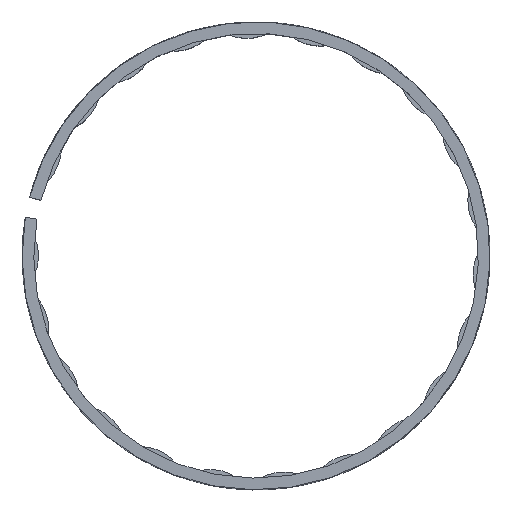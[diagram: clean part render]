
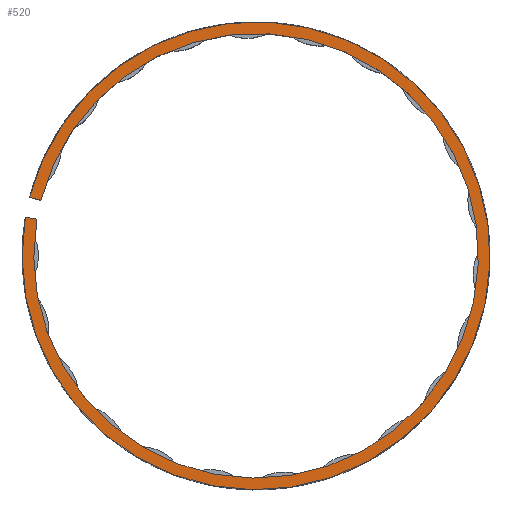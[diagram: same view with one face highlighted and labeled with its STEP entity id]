
A CAD part, top view. The second image highlights one B-rep face of the part: STEP entity #520.
In plain terms, the highlighted planar face has unit normal (0, 0, 1).
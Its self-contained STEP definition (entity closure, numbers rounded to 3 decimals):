
#520 = ADVANCED_FACE( '', ( #1070 ), #1071, .T. );
#1070 = FACE_OUTER_BOUND( '', #1647, .T. );
#1071 = PLANE( '', #1648 );
#1647 = EDGE_LOOP( '', ( #3123, #3124, #3125, #3126 ) );
#1648 = AXIS2_PLACEMENT_3D( '', #3127, #3128, #3129 );
#3123 = ORIENTED_EDGE( '', *, *, #3929, .T. );
#3124 = ORIENTED_EDGE( '', *, *, #3758, .T. );
#3125 = ORIENTED_EDGE( '', *, *, #3793, .T. );
#3126 = ORIENTED_EDGE( '', *, *, #4083, .F. );
#3127 = CARTESIAN_POINT( '', ( 0., 0., 3.501 ) );
#3128 = DIRECTION( '', ( 0., 0., 1. ) );
#3129 = DIRECTION( '', ( 1., 0., 0. ) );
#3758 = EDGE_CURVE( '', #4609, #4607, #4610, .T. );
#3793 = EDGE_CURVE( '', #4607, #4662, #4664, .T. );
#3929 = EDGE_CURVE( '', #4858, #4609, #4859, .T. );
#4083 = EDGE_CURVE( '', #4858, #4662, #5037, .T. );
#4607 = VERTEX_POINT( '', #5613 );
#4609 = VERTEX_POINT( '', #5616 );
#4610 = CIRCLE( '', #5617, 12.835 );
#4662 = VERTEX_POINT( '', #5682 );
#4664 = LINE( '', #5685, #5686 );
#4858 = VERTEX_POINT( '', #5907 );
#4859 = LINE( '', #5908, #5909 );
#5037 = CIRCLE( '', #6102, 12.193 );
#5613 = CARTESIAN_POINT( '', ( -12.426, 3.214, 3.501 ) );
#5616 = CARTESIAN_POINT( '', ( -12.659, 2.118, 3.501 ) );
#5617 = AXIS2_PLACEMENT_3D( '', #6743, #6744, #6745 );
#5682 = CARTESIAN_POINT( '', ( -11.805, 3.053, 3.501 ) );
#5685 = CARTESIAN_POINT( '', ( -12.426, 3.214, 3.501 ) );
#5686 = VECTOR( '', #6793, 1000. );
#5907 = CARTESIAN_POINT( '', ( -12.026, 2.012, 3.501 ) );
#5908 = CARTESIAN_POINT( '', ( -12.026, 2.012, 3.501 ) );
#5909 = VECTOR( '', #7034, 1000. );
#6102 = AXIS2_PLACEMENT_3D( '', #7311, #7312, #7313 );
#6743 = CARTESIAN_POINT( '', ( 0., 0., 3.501 ) );
#6744 = DIRECTION( '', ( 0., 0., 1. ) );
#6745 = DIRECTION( '', ( 1., 0., 0. ) );
#6793 = DIRECTION( '', ( 0.968, -0.25, 0. ) );
#7034 = DIRECTION( '', ( -0.986, 0.165, 0. ) );
#7311 = CARTESIAN_POINT( '', ( 0., 0., 3.501 ) );
#7312 = DIRECTION( '', ( 0., 0., 1. ) );
#7313 = DIRECTION( '', ( 1., 0., 0. ) );
